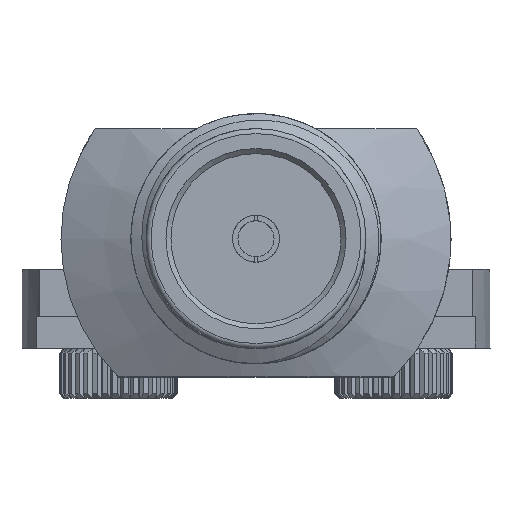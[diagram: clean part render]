
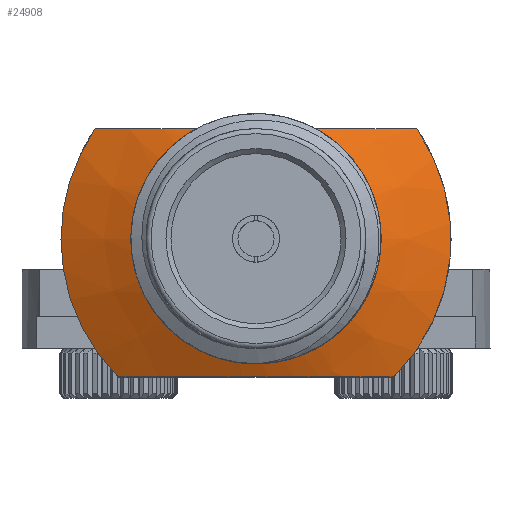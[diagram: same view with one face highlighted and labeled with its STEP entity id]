
A CAD part, top view. The second image highlights one B-rep face of the part: STEP entity #24908.
In plain terms, the highlighted conical face has half-angle 64.564 degrees and reference radius 4.95 mm.
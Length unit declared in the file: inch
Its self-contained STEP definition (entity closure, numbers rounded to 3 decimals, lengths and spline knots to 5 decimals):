
#294 = CARTESIAN_POINT ( 'NONE',  ( -0.16071, 0.11024, -0.07939 ) ) ;
#1377 = DIRECTION ( 'NONE',  ( 0., 0., -1. ) ) ;
#1718 = DIRECTION ( 'NONE',  ( 0., 0., -1. ) ) ;
#2124 = CARTESIAN_POINT ( 'NONE',  ( -0.06845, 0.11024, -0.04821 ) ) ;
#2461 = CARTESIAN_POINT ( 'NONE',  ( -0.16071, 0.11024, -0.07939 ) ) ;
#4503 = CARTESIAN_POINT ( 'NONE',  ( 0.13479, 0.11024, -0.06923 ) ) ;
#5249 = ORIENTED_EDGE ( 'NONE', *, *, #23385, .F. ) ;
#5260 = EDGE_CURVE ( 'NONE', #9433, #10977, #18537, .T. ) ;
#5681 = CARTESIAN_POINT ( 'NONE',  ( 0.13799, -0.13761, -0.07939 ) ) ;
#5719 = VERTEX_POINT ( 'NONE', #6755 ) ;
#6032 = CARTESIAN_POINT ( 'NONE',  ( 0., 0., -0.03897 ) ) ;
#6049 = FACE_OUTER_BOUND ( 'NONE', #24094, .T. ) ;
#6102 = B_SPLINE_CURVE_WITH_KNOTS ( 'NONE', 3,
 ( #19328, #25703, #21342, #21689, #21597, #11539, #13374, #23689, #17405, #11459, #17575, #21519 ),
 .UNSPECIFIED., .F., .F.,
 ( 4, 2, 2, 2, 2, 4 ),
 ( 0., 0.00179, 0.00269, 0.00358, 0.00537, 0.00717 ),
 .UNSPECIFIED. ) ;
#6450 = CARTESIAN_POINT ( 'NONE',  ( 0.06866, 0.11024, -0.04826 ) ) ;
#6755 = CARTESIAN_POINT ( 'NONE',  ( -0.10989, 0., -0.03897 ) ) ;
#7312 = CIRCLE ( 'NONE', #23476, 0.10989 ) ;
#9076 = EDGE_CURVE ( 'NONE', #5719, #5719, #7312, .T. ) ;
#9217 = ORIENTED_EDGE ( 'NONE', *, *, #5260, .F. ) ;
#9388 = DIRECTION ( 'NONE',  ( -1., 0., 0. ) ) ;
#9433 = VERTEX_POINT ( 'NONE', #12577 ) ;
#9864 = EDGE_CURVE ( 'NONE', #16549, #10977, #6102, .T. ) ;
#9903 = AXIS2_PLACEMENT_3D ( 'NONE', #14139, #10026, #12183 ) ;
#10026 = DIRECTION ( 'NONE',  ( 0., 0., -1. ) ) ;
#10218 = VERTEX_POINT ( 'NONE', #2461 ) ;
#10245 = CARTESIAN_POINT ( 'NONE',  ( -0.02754, 0.11024, -0.0404 ) ) ;
#10977 = VERTEX_POINT ( 'NONE', #5681 ) ;
#11353 = CIRCLE ( 'NONE', #9903, 0.19488 ) ;
#11459 = CARTESIAN_POINT ( 'NONE',  ( 0.09309, -0.13761, -0.06513 ) ) ;
#11539 = CARTESIAN_POINT ( 'NONE',  ( -0.02345, -0.13761, -0.05288 ) ) ;
#11617 = EDGE_LOOP ( 'NONE', ( #21186 ) ) ;
#11637 = DIRECTION ( 'NONE',  ( 0., 0., -1. ) ) ;
#12183 = DIRECTION ( 'NONE',  ( -1., 0., 0. ) ) ;
#12236 = CARTESIAN_POINT ( 'NONE',  ( -0.10864, 0.11024, -0.0596 ) ) ;
#12400 = CARTESIAN_POINT ( 'NONE',  ( -0.01385, 0.11024, -0.03914 ) ) ;
#12535 = ORIENTED_EDGE ( 'NONE', *, *, #14244, .T. ) ;
#12577 = CARTESIAN_POINT ( 'NONE',  ( 0.16071, 0.11024, -0.07939 ) ) ;
#13374 = CARTESIAN_POINT ( 'NONE',  ( -0.01152, -0.13761, -0.05214 ) ) ;
#13665 = DIRECTION ( 'NONE',  ( -1., 0., 0. ) ) ;
#14102 = CARTESIAN_POINT ( 'NONE',  ( 0.02755, 0.11024, -0.0404 ) ) ;
#14139 = CARTESIAN_POINT ( 'NONE',  ( 0., 0., -0.07939 ) ) ;
#14244 = EDGE_CURVE ( 'NONE', #9433, #10218, #15112, .T. ) ;
#14338 = CARTESIAN_POINT ( 'NONE',  ( -0.05482, 0.11024, -0.04494 ) ) ;
#14425 = CARTESIAN_POINT ( 'NONE',  ( 0.01366, 0.11024, -0.03913 ) ) ;
#15112 = B_SPLINE_CURVE_WITH_KNOTS ( 'NONE', 3,
 ( #24305, #4503, #20287, #6450, #22223, #14102, #14425, #12400, #10245, #14338, #2124, #12236, #16098, #294 ),
 .UNSPECIFIED., .F., .F.,
 ( 4, 2, 2, 2, 2, 2, 4 ),
 ( 0., 0.00211, 0.00317, 0.00423, 0.00529, 0.00634, 0.00846 ),
 .UNSPECIFIED. ) ;
#15484 = CARTESIAN_POINT ( 'NONE',  ( 0., 0., -0.07939 ) ) ;
#16098 = CARTESIAN_POINT ( 'NONE',  ( -0.13477, 0.11024, -0.06922 ) ) ;
#16310 = CONICAL_SURFACE ( 'NONE', #18122, 0.19488, 1.127 ) ;
#16549 = VERTEX_POINT ( 'NONE', #24777 ) ;
#17176 = DIRECTION ( 'NONE',  ( -1., 0., 0. ) ) ;
#17405 = CARTESIAN_POINT ( 'NONE',  ( 0.04737, -0.13761, -0.05524 ) ) ;
#17575 = CARTESIAN_POINT ( 'NONE',  ( 0.11562, -0.13761, -0.07186 ) ) ;
#17593 = ORIENTED_EDGE ( 'NONE', *, *, #9864, .T. ) ;
#18122 = AXIS2_PLACEMENT_3D ( 'NONE', #25559, #1377, #17176 ) ;
#18537 = CIRCLE ( 'NONE', #19064, 0.19488 ) ;
#19064 = AXIS2_PLACEMENT_3D ( 'NONE', #15484, #11637, #9388 ) ;
#19328 = CARTESIAN_POINT ( 'NONE',  ( -0.13799, -0.13761, -0.07939 ) ) ;
#20287 = CARTESIAN_POINT ( 'NONE',  ( 0.1087, 0.11024, -0.05963 ) ) ;
#21186 = ORIENTED_EDGE ( 'NONE', *, *, #9076, .T. ) ;
#21342 = CARTESIAN_POINT ( 'NONE',  ( -0.09294, -0.13761, -0.06508 ) ) ;
#21519 = CARTESIAN_POINT ( 'NONE',  ( 0.13799, -0.13761, -0.07939 ) ) ;
#21597 = CARTESIAN_POINT ( 'NONE',  ( -0.04688, -0.13761, -0.05563 ) ) ;
#21689 = CARTESIAN_POINT ( 'NONE',  ( -0.05847, -0.13761, -0.05765 ) ) ;
#22223 = CARTESIAN_POINT ( 'NONE',  ( 0.05515, 0.11024, -0.045 ) ) ;
#22561 = FACE_BOUND ( 'NONE', #11617, .T. ) ;
#23385 = EDGE_CURVE ( 'NONE', #16549, #10218, #11353, .T. ) ;
#23476 = AXIS2_PLACEMENT_3D ( 'NONE', #6032, #1718, #13665 ) ;
#23689 = CARTESIAN_POINT ( 'NONE',  ( 0.02416, -0.13761, -0.05218 ) ) ;
#24094 = EDGE_LOOP ( 'NONE', ( #17593, #9217, #12535, #5249 ) ) ;
#24305 = CARTESIAN_POINT ( 'NONE',  ( 0.16071, 0.11024, -0.07939 ) ) ;
#24777 = CARTESIAN_POINT ( 'NONE',  ( -0.13799, -0.13761, -0.07939 ) ) ;
#24908 = ADVANCED_FACE ( 'NONE', ( #22561, #6049 ), #16310, .T. ) ;
#25559 = CARTESIAN_POINT ( 'NONE',  ( 0., 0., -0.07939 ) ) ;
#25703 = CARTESIAN_POINT ( 'NONE',  ( -0.11555, -0.13761, -0.07183 ) ) ;
